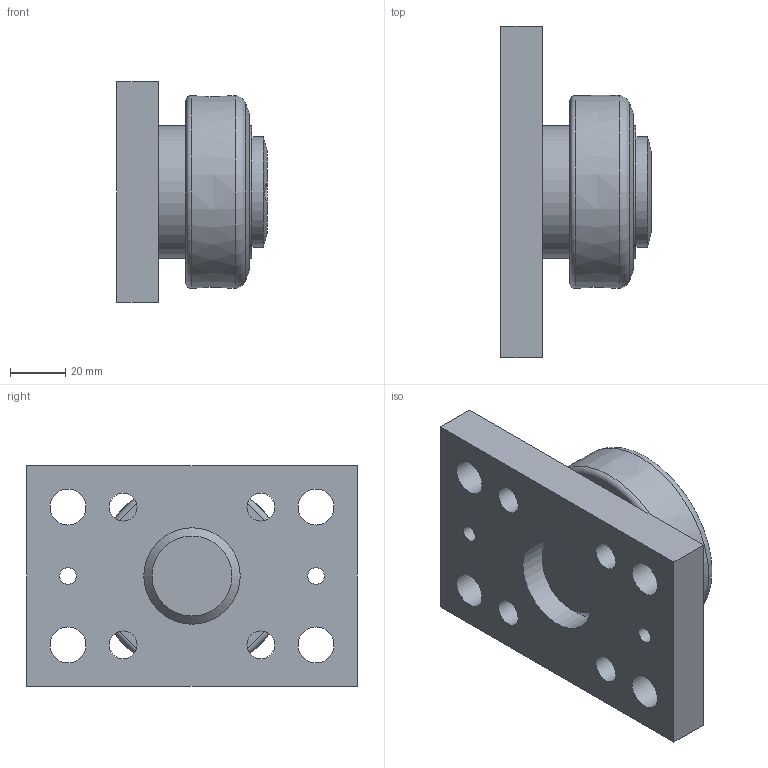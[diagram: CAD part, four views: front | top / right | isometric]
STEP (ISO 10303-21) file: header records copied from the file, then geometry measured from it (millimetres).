
FILE_DESCRIPTION(/* description */ ('-'),/* implementation_level */ '2;1');
FILE_NAME(/* name */ 'ALFATEC_TR070-0380BR4100.stp',/* time_stamp */ '2021-02-02T11:25:17+01:00',/* author */ ('kstaebler'),/* organization */ (''),/* preprocessor_version */ 'ST-DEVELOPER v18.1',/* originating_system */ 'Autodesk Inventor 2020',/* authorisation */ '');
FILE_SCHEMA (('AUTOMOTIVE_DESIGN { 1 0 10303 214 3 1 1 }'));
Length unit declared in the file: millimetre
Products named in the file (1): TR 070.0380 BR4100_Kontur
Bounding box: 54.5 x 120 x 80 mm (x, y, z)
Volume: 221444.8 mm3; surface area: 49457.9 mm2
Topology: 2 solids, 2 shells, 74 faces, 200 edges, 144 vertices
Faces by surface type: plane 35, cylinder 30, cone 5, torus 3, bspline 1
Full cylindrical faces by diameter (mm): 3 x2, 6 x4, 6.5 x2, 10.106 x4, 13 x4, 35 x1, 40 x1, 48 x3, 49.5 x1, 52 x2, 53 x1, 54.4 x2, 57.9 x1
Entity records: 2807 total; most frequent: CARTESIAN_POINT 623, DIRECTION 440, ORIENTED_EDGE 400, EDGE_CURVE 200, AXIS2_PLACEMENT_3D 179, VERTEX_POINT 144, EDGE_LOOP 110, CIRCLE 105
